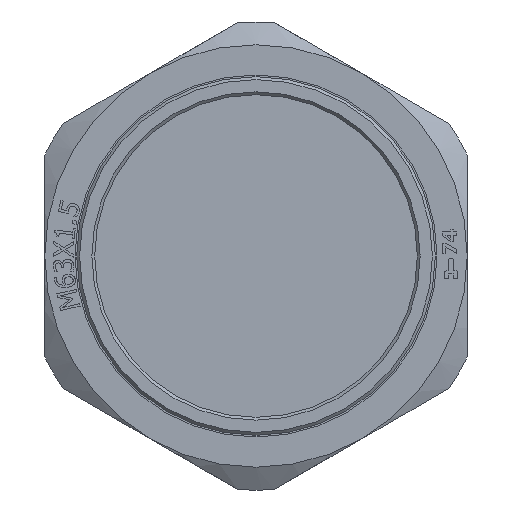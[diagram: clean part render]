
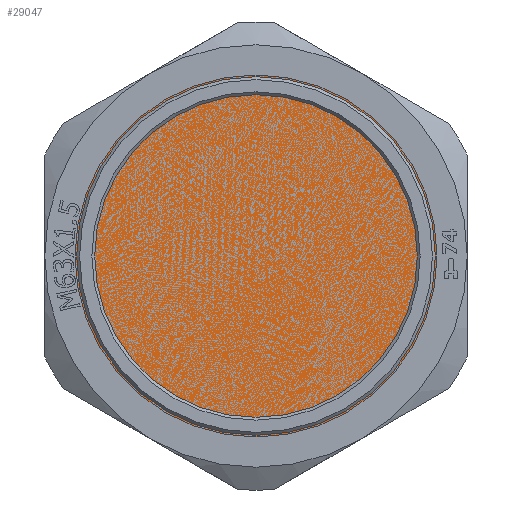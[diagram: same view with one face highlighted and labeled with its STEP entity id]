
A CAD part, front view. The second image highlights one B-rep face of the part: STEP entity #29047.
In plain terms, the highlighted planar face has unit normal (0, -1, 0).
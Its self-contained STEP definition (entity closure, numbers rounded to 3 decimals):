
#9773=FACE_OUTER_BOUND('',#11266,.T.);
#11266=EDGE_LOOP('',(#26423));
#11454=CIRCLE('',#30566,31.7);
#14143=VERTEX_POINT('',#48283);
#18237=EDGE_CURVE('',#14143,#14143,#11454,.T.);
#26423=ORIENTED_EDGE('',*,*,#18237,.T.);
#27596=PLANE('',#30565);
#29047=ADVANCED_FACE('',(#9773),#27596,.T.);
#30565=AXIS2_PLACEMENT_3D('',#48282,#36170,#36171);
#30566=AXIS2_PLACEMENT_3D('',#48284,#36172,#36173);
#36170=DIRECTION('center_axis',(0.,-1.,0.));
#36171=DIRECTION('ref_axis',(0.,0.,-1.));
#36172=DIRECTION('center_axis',(0.,-1.,0.));
#36173=DIRECTION('ref_axis',(-1.,0.,0.));
#48282=CARTESIAN_POINT('Origin',(-12.681,-31.955,0.092));
#48283=CARTESIAN_POINT('',(19.019,-31.955,0.092));
#48284=CARTESIAN_POINT('Origin',(-12.681,-31.955,0.092));
